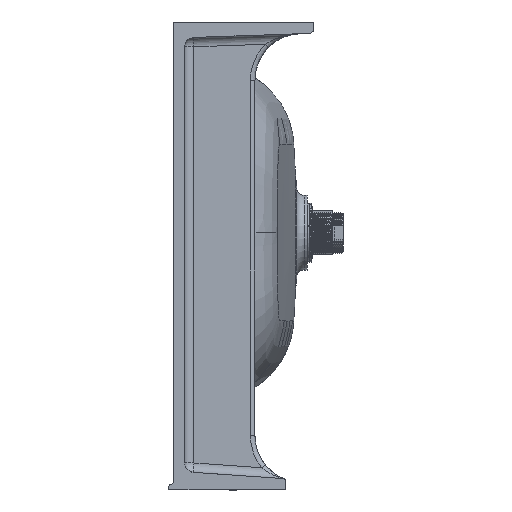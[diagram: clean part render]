
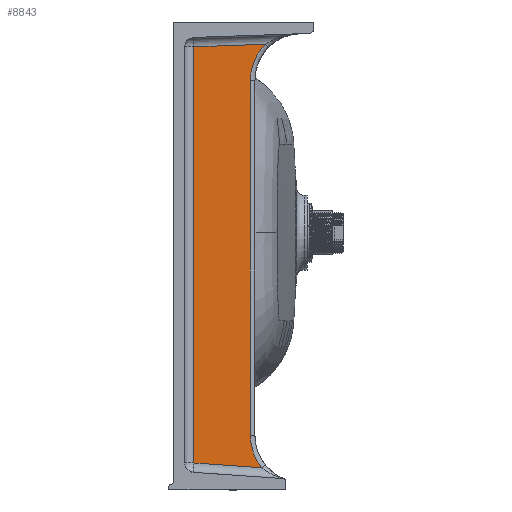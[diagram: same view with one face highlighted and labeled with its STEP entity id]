
A CAD part, left-side view. The second image highlights one B-rep face of the part: STEP entity #8843.
In plain terms, the highlighted planar face has unit normal (-1, -0.018, 0).
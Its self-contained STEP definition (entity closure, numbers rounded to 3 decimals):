
#8580 = CARTESIAN_POINT ( 'NONE',  ( -1057.845, 18.726, -243.287 ) ) ;
#8843 = ADVANCED_FACE ( 'NONE', ( #26622 ), #81367, .F. ) ;
#9258 = DIRECTION ( 'NONE',  ( 0., 0., 1. ) ) ;
#9526 = ORIENTED_EDGE ( 'NONE', *, *, #24959, .T. ) ;
#14174 =( BOUNDED_CURVE ( )  B_SPLINE_CURVE ( 3, ( #55020, #84584, #47747, #70533 ),
 .UNSPECIFIED., .F., .F. ) 
 B_SPLINE_CURVE_WITH_KNOTS ( ( 4, 4 ),
 ( 5.606, 6.283 ),
 .UNSPECIFIED. ) 
 CURVE ( )  GEOMETRIC_REPRESENTATION_ITEM ( )  RATIONAL_B_SPLINE_CURVE ( ( 1., 0.962, 0.962, 1. ) ) 
 REPRESENTATION_ITEM ( '' )  );
#15886 = DIRECTION ( 'NONE',  ( 1., 0.017, 0. ) ) ;
#16831 = VERTEX_POINT ( 'NONE', #58492 ) ;
#18809 = DIRECTION ( 'NONE',  ( 0., 0., -1. ) ) ;
#22057 = ORIENTED_EDGE ( 'NONE', *, *, #46384, .T. ) ;
#24109 = CARTESIAN_POINT ( 'NONE',  ( -1055.874, -94.229, -251.186 ) ) ;
#24706 = CARTESIAN_POINT ( 'NONE',  ( -1055.808, -97.974, 201.183 ) ) ;
#24959 = EDGE_CURVE ( 'NONE', #16831, #30663, #90075, .T. ) ;
#26622 = FACE_OUTER_BOUND ( 'NONE', #53128, .T. ) ;
#30663 = VERTEX_POINT ( 'NONE', #24109 ) ;
#31977 = ORIENTED_EDGE ( 'NONE', *, *, #86352, .T. ) ;
#38187 = DIRECTION ( 'NONE',  ( 0.017, -0.997, -0.07 ) ) ;
#39971 =( BOUNDED_CURVE ( )  B_SPLINE_CURVE ( 3, ( #70775, #78033, #91155, #24706 ),
 .UNSPECIFIED., .F., .F. ) 
 B_SPLINE_CURVE_WITH_KNOTS ( ( 4, 4 ),
 ( 0., 0.78 ),
 .UNSPECIFIED. ) 
 CURVE ( )  GEOMETRIC_REPRESENTATION_ITEM ( )  RATIONAL_B_SPLINE_CURVE ( ( 1., 0.95, 0.95, 1. ) ) 
 REPRESENTATION_ITEM ( '' )  );
#42586 = CARTESIAN_POINT ( 'NONE',  ( -1057.142, -21.597, 198.516 ) ) ;
#43062 = LINE ( 'NONE', #42586, #60343 ) ;
#45848 = ORIENTED_EDGE ( 'NONE', *, *, #60687, .T. ) ;
#46384 = EDGE_CURVE ( 'NONE', #81254, #53656, #39971, .T. ) ;
#47747 = CARTESIAN_POINT ( 'NONE',  ( -1056.086, -82.087, -229.377 ) ) ;
#49361 = CARTESIAN_POINT ( 'NONE',  ( -1057.138, -21.825, -246.123 ) ) ;
#49516 = VECTOR ( 'NONE', #38187, 1000. ) ;
#49727 = CARTESIAN_POINT ( 'NONE',  ( -1056.086, -82.087, -216.716 ) ) ;
#50142 = CARTESIAN_POINT ( 'NONE',  ( -1056.086, -82.087, 162.516 ) ) ;
#51717 = EDGE_CURVE ( 'NONE', #71959, #81254, #67038, .T. ) ;
#53128 = EDGE_LOOP ( 'NONE', ( #73060, #22057, #45848, #31977, #9526, #78540 ) ) ;
#53656 = VERTEX_POINT ( 'NONE', #89546 ) ;
#53893 = AXIS2_PLACEMENT_3D ( 'NONE', #82331, #15886, #80895 ) ;
#55020 = CARTESIAN_POINT ( 'NONE',  ( -1055.874, -94.229, -251.186 ) ) ;
#55635 = CARTESIAN_POINT ( 'NONE',  ( -1057.138, -21.825, 198.524 ) ) ;
#57612 = DIRECTION ( 'NONE',  ( -0.017, 0.999, -0.035 ) ) ;
#58492 = CARTESIAN_POINT ( 'NONE',  ( -1057.138, -21.825, -246.123 ) ) ;
#60343 = VECTOR ( 'NONE', #57612, 1000. ) ;
#60687 = EDGE_CURVE ( 'NONE', #53656, #87110, #43062, .T. ) ;
#67038 = LINE ( 'NONE', #75721, #72525 ) ;
#70533 = CARTESIAN_POINT ( 'NONE',  ( -1056.086, -82.087, -216.716 ) ) ;
#70775 = CARTESIAN_POINT ( 'NONE',  ( -1056.086, -82.087, 162.516 ) ) ;
#71959 = VERTEX_POINT ( 'NONE', #49727 ) ;
#72525 = VECTOR ( 'NONE', #9258, 1000. ) ;
#73060 = ORIENTED_EDGE ( 'NONE', *, *, #51717, .T. ) ;
#75721 = CARTESIAN_POINT ( 'NONE',  ( -1056.086, -82.087, 288.571 ) ) ;
#78033 = CARTESIAN_POINT ( 'NONE',  ( -1056.086, -82.087, 177.184 ) ) ;
#78540 = ORIENTED_EDGE ( 'NONE', *, *, #81012, .T. ) ;
#80895 = DIRECTION ( 'NONE',  ( -0.017, 1., 0. ) ) ;
#81012 = EDGE_CURVE ( 'NONE', #30663, #71959, #14174, .T. ) ;
#81254 = VERTEX_POINT ( 'NONE', #50142 ) ;
#81367 = PLANE ( 'NONE',  #53893 ) ;
#82331 = CARTESIAN_POINT ( 'NONE',  ( -1057.196, -18.453, 288.571 ) ) ;
#84584 = CARTESIAN_POINT ( 'NONE',  ( -1056.012, -86.294, -241.319 ) ) ;
#86352 = EDGE_CURVE ( 'NONE', #87110, #16831, #86693, .T. ) ;
#86693 = LINE ( 'NONE', #49361, #94857 ) ;
#87110 = VERTEX_POINT ( 'NONE', #55635 ) ;
#89546 = CARTESIAN_POINT ( 'NONE',  ( -1055.808, -97.974, 201.183 ) ) ;
#90075 = LINE ( 'NONE', #8580, #49516 ) ;
#91155 = CARTESIAN_POINT ( 'NONE',  ( -1055.988, -87.662, 190.752 ) ) ;
#94857 = VECTOR ( 'NONE', #18809, 1000. ) ;
